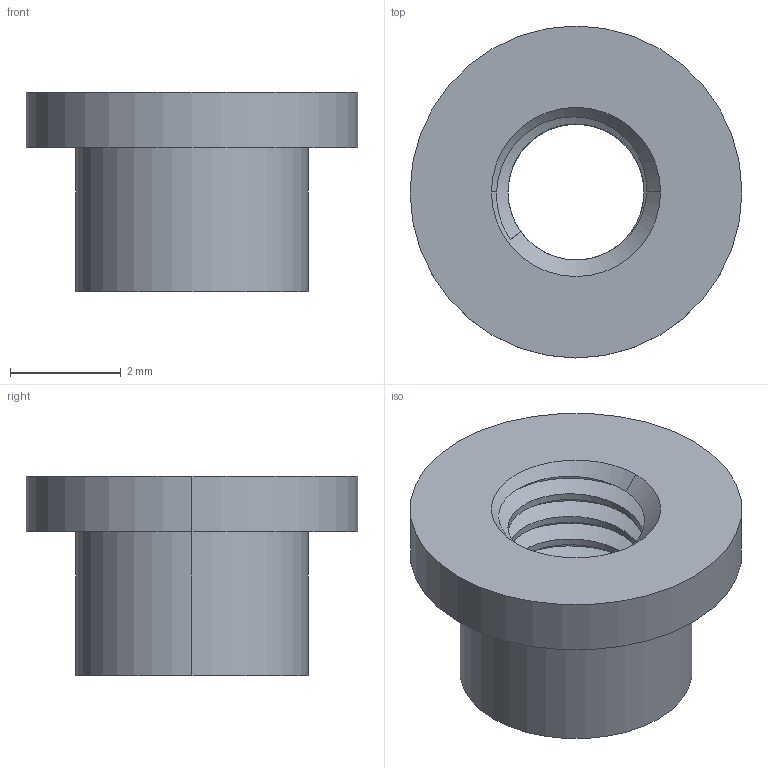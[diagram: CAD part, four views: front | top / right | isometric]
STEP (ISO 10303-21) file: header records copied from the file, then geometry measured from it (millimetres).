
FILE_DESCRIPTION (( 'STEP AP214' ), '1' );
FILE_NAME ('Downloads_STP_9775026360R_rev1.stp', '2024-05-09T04:56:28', ( '' ), ( '' ), 'SwSTEP 2.0', 'SolidWorks 2020', '' );
FILE_SCHEMA (( 'AUTOMOTIVE_DESIGN' ));
Length unit declared in the file: centimetre
Products named in the file (1): Downloads_STP_9775026360R_rev1
Bounding box: 6 x 6 x 3.6 mm (x, y, z)
Volume: 43.7 mm3; surface area: 146.2 mm2
Topology: 1 solids, 1 shells, 28 faces, 72 edges, 47 vertices
Faces by surface type: cylinder 18, plane 5, bspline 3, cone 2
Entity records: 2053 total; most frequent: CARTESIAN_POINT 1268, ORIENTED_EDGE 144, DIRECTION 97, EDGE_CURVE 72, VERTEX_POINT 47, AXIS2_PLACEMENT_3D 39, EDGE_LOOP 31, B_SPLINE_CURVE_WITH_KNOTS 28
